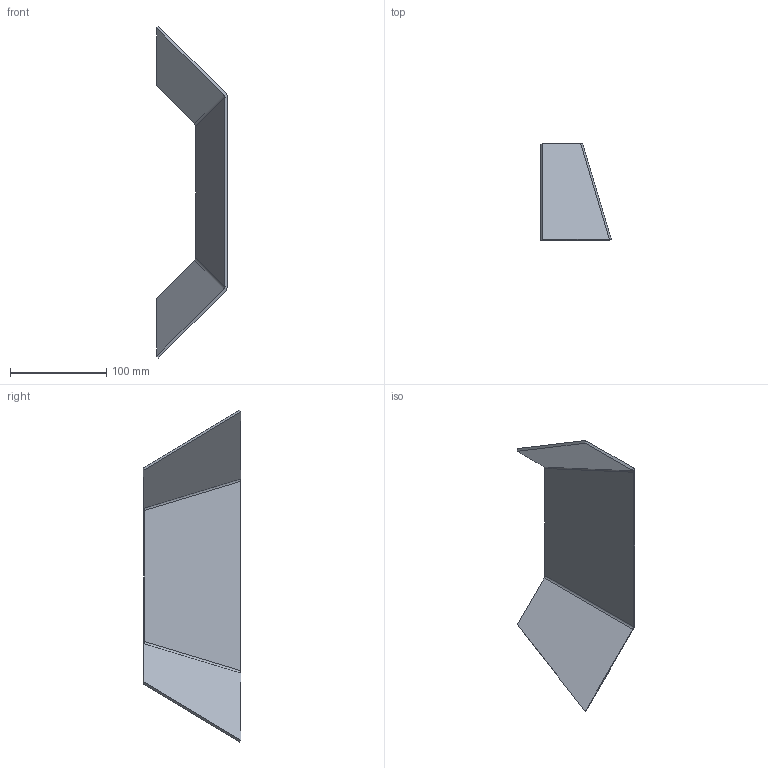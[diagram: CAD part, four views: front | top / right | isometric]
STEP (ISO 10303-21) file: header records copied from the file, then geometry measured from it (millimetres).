
FILE_DESCRIPTION (( 'STEP AP214' ), '1' );
FILE_NAME ('tole bouchage cheminée.STEP', '2018-07-23T10:35:54', ( 'tibco' ), ( 'Hewlett-Packard Company' ), 'SwSTEP 2.0', 'SolidWorks 2018', '' );
FILE_SCHEMA (( 'AUTOMOTIVE_DESIGN' ));
Length unit declared in the file: millimetre
Products named in the file (1): tole bouchage cheminée
Bounding box: 73.58 x 101.18 x 345.32 mm (x, y, z)
Volume: 105176.2 mm3; surface area: 72793.1 mm2
Topology: 1 solids, 1 shells, 22 faces, 44 edges, 24 vertices
Faces by surface type: plane 14, bspline 4, cylinder 4
Entity records: 666 total; most frequent: CARTESIAN_POINT 223, ORIENTED_EDGE 88, DIRECTION 74, EDGE_CURVE 44, VECTOR 36, LINE 36, VERTEX_POINT 24, EDGE_LOOP 22
